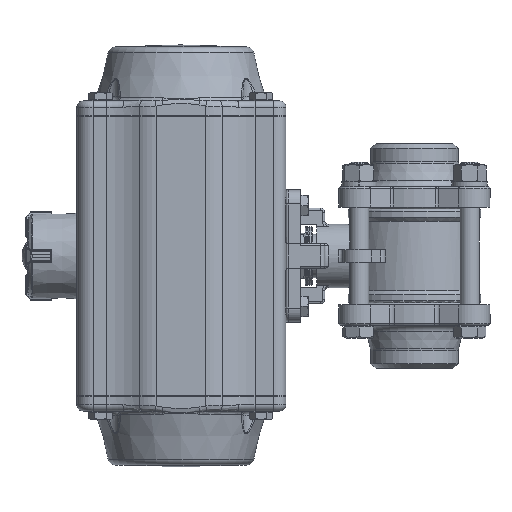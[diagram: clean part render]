
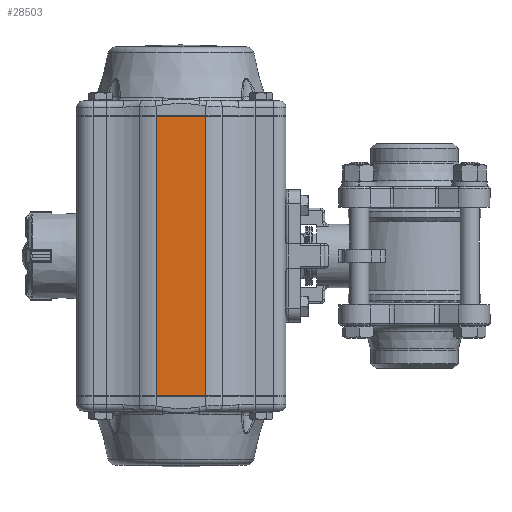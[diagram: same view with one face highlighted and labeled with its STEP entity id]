
A CAD part, left-side view. The second image highlights one B-rep face of the part: STEP entity #28503.
In plain terms, the highlighted face is planar.
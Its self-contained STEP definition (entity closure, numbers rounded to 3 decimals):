
#1845=PLANE('',#30844);
#3138=LINE('',#65161,#4566);
#3149=LINE('',#65214,#4577);
#3171=LINE('',#65296,#4599);
#3172=LINE('',#65298,#4600);
#4566=VECTOR('',#36477,1000.);
#4577=VECTOR('',#36520,1000.);
#4599=VECTOR('',#36598,1000.);
#4600=VECTOR('',#36601,1000.);
#10540=ORIENTED_EDGE('',*,*,#14294,.T.);
#10541=ORIENTED_EDGE('',*,*,#14362,.F.);
#10542=ORIENTED_EDGE('',*,*,#14320,.F.);
#10543=ORIENTED_EDGE('',*,*,#14363,.T.);
#14294=EDGE_CURVE('',#16644,#16643,#3138,.T.);
#14320=EDGE_CURVE('',#16669,#16670,#3149,.T.);
#14362=EDGE_CURVE('',#16670,#16643,#3171,.T.);
#14363=EDGE_CURVE('',#16669,#16644,#3172,.T.);
#16643=VERTEX_POINT('',#65160);
#16644=VERTEX_POINT('',#65162);
#16669=VERTEX_POINT('',#65213);
#16670=VERTEX_POINT('',#65215);
#19454=EDGE_LOOP('',(#10540,#10541,#10542,#10543));
#21177=FACE_BOUND('',#19454,.T.);
#28503=ADVANCED_FACE('',(#21177),#1845,.F.);
#30844=AXIS2_PLACEMENT_3D('',#65297,#36599,#36600);
#36477=DIRECTION('',(0.,1.,0.));
#36520=DIRECTION('',(0.,1.,0.));
#36598=DIRECTION('',(0.,0.,-1.));
#36599=DIRECTION('',(-1.,0.,0.));
#36600=DIRECTION('',(0.,0.,1.));
#36601=DIRECTION('',(0.,0.,-1.));
#65160=CARTESIAN_POINT('',(42.5,12.191,-68.5));
#65161=CARTESIAN_POINT('',(42.5,-12.191,-68.5));
#65162=CARTESIAN_POINT('',(42.5,-12.191,-68.5));
#65213=CARTESIAN_POINT('',(42.5,-12.191,68.5));
#65214=CARTESIAN_POINT('',(42.5,-12.191,68.5));
#65215=CARTESIAN_POINT('',(42.5,12.191,68.5));
#65296=CARTESIAN_POINT('',(42.5,12.191,68.5));
#65297=CARTESIAN_POINT('',(42.5,-12.191,68.5));
#65298=CARTESIAN_POINT('',(42.5,-12.191,68.5));
